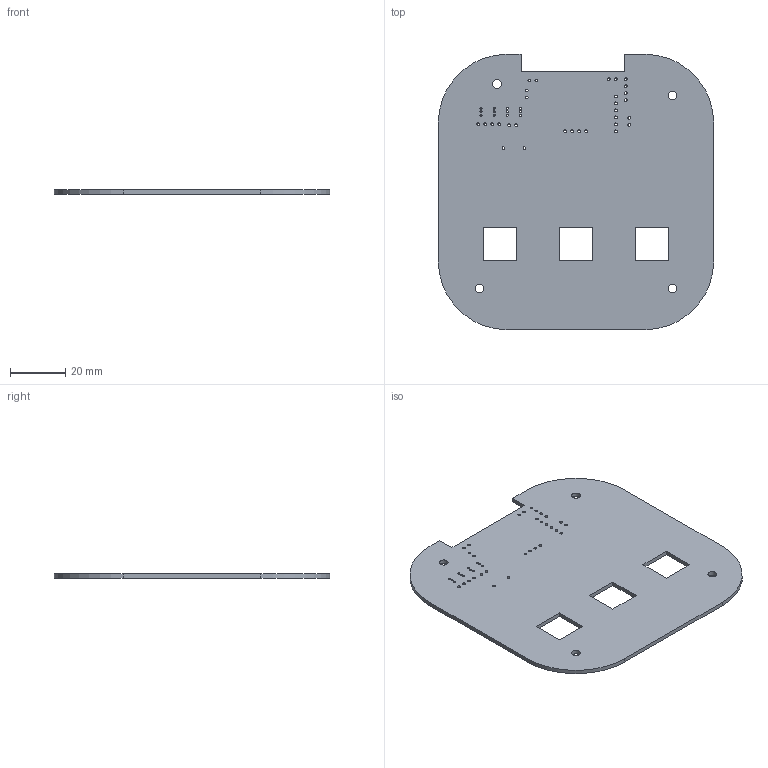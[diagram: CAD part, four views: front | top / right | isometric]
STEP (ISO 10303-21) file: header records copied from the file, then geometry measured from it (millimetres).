
FILE_DESCRIPTION(('KiCad electronic assembly'),'2;1');
FILE_NAME('wake.step','2025-09-06T22:30:22',('Pcbnew'),('Kicad'), 'Open CASCADE STEP processor 7.9','KiCad to STEP converter','Unknown' );
FILE_SCHEMA(('AUTOMOTIVE_DESIGN { 1 0 10303 214 1 1 1 1 }'));
Length unit declared in the file: millimetre
Products named in the file (2): wake 1; wake_PCB
Assembly tree (1 placements, depth 2):
  wake 1
    wake_PCB
Bounding box: 100 x 100 x 1.51 mm (x, y, z)
Volume: 13191.3 mm3; surface area: 18493.2 mm2
Topology: 1 solids, 1 shells, 72 faces, 210 edges, 140 vertices
Faces by surface type: cylinder 50, plane 22
Full cylindrical faces by diameter (mm): 0.75 x12, 1 x30, 3.2 x4
Entity records: 2667 total; most frequent: DIRECTION 458, CARTESIAN_POINT 424, ORIENTED_EDGE 420, EDGE_CURVE 210, AXIS2_PLACEMENT_3D 174, FACE_BOUND 170, EDGE_LOOP 170, VERTEX_POINT 140
